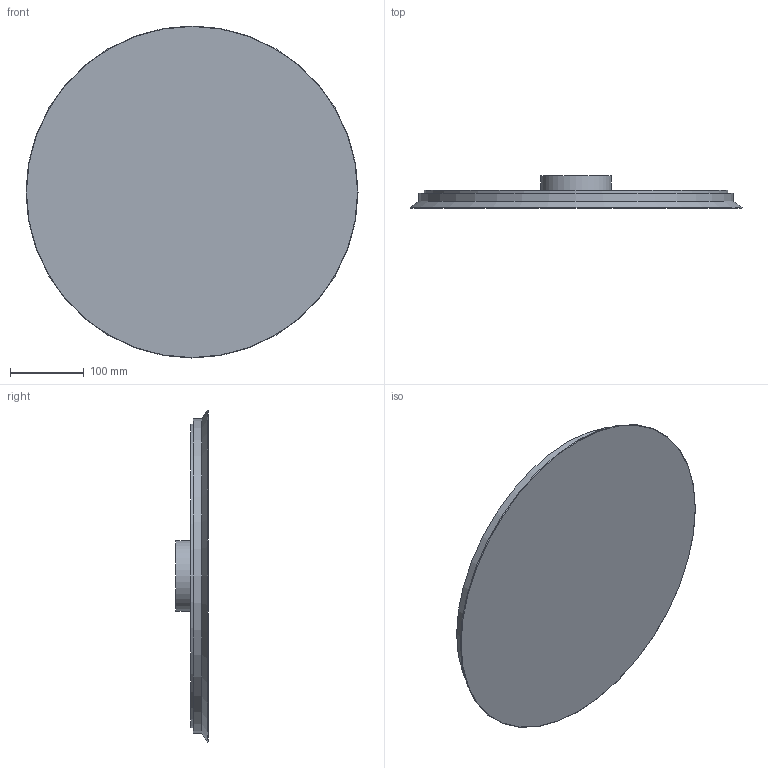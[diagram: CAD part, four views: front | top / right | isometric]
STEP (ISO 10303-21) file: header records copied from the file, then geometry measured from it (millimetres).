
FILE_DESCRIPTION(/* description */ (''),/* implementation_level */ '2;1');
FILE_NAME(/* name */ 'vmv3450nit.stp',/* time_stamp */ '2021-01-13T12:14:50+01:00',/* author */ ('enginyeria'),/* organization */ (''),/* preprocessor_version */ 'ST-DEVELOPER v17.2',/* originating_system */ 'Autodesk Inventor 2019',/* authorisation */ '');
FILE_SCHEMA (('CONFIG_CONTROL_DESIGN'));
Length unit declared in the file: millimetre
Products named in the file (1): vmv3450nit
Bounding box: 449.99 x 44 x 449.99 mm (x, y, z)
Volume: 3551534.7 mm3; surface area: 353222.1 mm2
Topology: 1 solids, 1 shells, 23 faces, 55 edges, 41 vertices
Faces by surface type: plane 9, cylinder 8, cone 5, torus 1
Full cylindrical faces by diameter (mm): 12.5 x3, 14.95 x1, 85 x1, 95 x1, 412 x1, 426 x1
Entity records: 798 total; most frequent: DIRECTION 145, CARTESIAN_POINT 120, ORIENTED_EDGE 110, AXIS2_PLACEMENT_3D 66, EDGE_CURVE 55, CIRCLE 42, VERTEX_POINT 41, EDGE_LOOP 30
